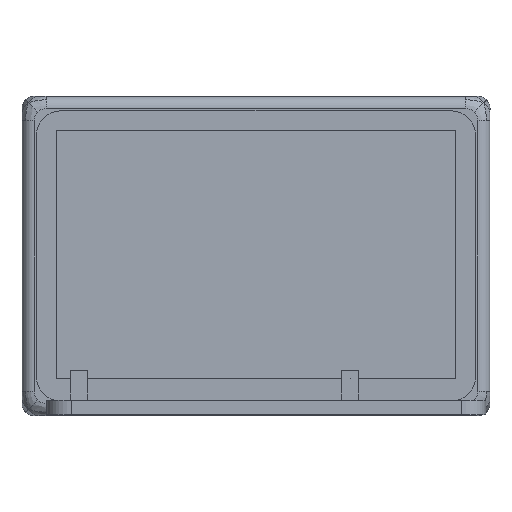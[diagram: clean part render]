
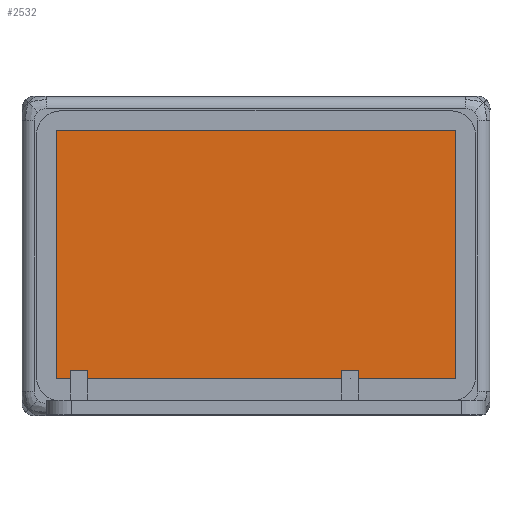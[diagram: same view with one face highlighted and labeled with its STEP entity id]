
A CAD part, front view. The second image highlights one B-rep face of the part: STEP entity #2532.
In plain terms, the highlighted planar face has unit normal (0, -1, 0).
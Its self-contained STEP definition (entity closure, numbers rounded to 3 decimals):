
#155=LINE('',#4831,#388);
#159=LINE('',#4840,#392);
#160=LINE('',#4842,#393);
#161=LINE('',#4846,#394);
#388=VECTOR('',#3115,10.);
#392=VECTOR('',#3125,10.);
#393=VECTOR('',#3126,10.);
#394=VECTOR('',#3129,10.);
#583=PLANE('',#2734);
#698=FACE_OUTER_BOUND('',#846,.T.);
#846=EDGE_LOOP('',(#1960,#1961,#1962,#1963,#1964,#1965,#1966,#1967));
#1025=CIRCLE('',#2730,5.);
#1026=CIRCLE('',#2733,5.);
#1027=CIRCLE('',#2735,5.);
#1028=CIRCLE('',#2736,5.);
#1191=VERTEX_POINT('',#4824);
#1192=VERTEX_POINT('',#4825);
#1193=VERTEX_POINT('',#4830);
#1194=VERTEX_POINT('',#4834);
#1195=VERTEX_POINT('',#4835);
#1196=VERTEX_POINT('',#4841);
#1197=VERTEX_POINT('',#4843);
#1198=VERTEX_POINT('',#4845);
#1481=EDGE_CURVE('',#1191,#1192,#1025,.T.);
#1484=EDGE_CURVE('',#1191,#1193,#155,.F.);
#1486=EDGE_CURVE('',#1194,#1195,#1026,.T.);
#1489=EDGE_CURVE('',#1192,#1194,#159,.T.);
#1490=EDGE_CURVE('',#1195,#1196,#160,.F.);
#1491=EDGE_CURVE('',#1196,#1197,#1027,.T.);
#1492=EDGE_CURVE('',#1197,#1198,#161,.F.);
#1493=EDGE_CURVE('',#1198,#1193,#1028,.T.);
#1960=ORIENTED_EDGE('',*,*,#1481,.T.);
#1961=ORIENTED_EDGE('',*,*,#1489,.T.);
#1962=ORIENTED_EDGE('',*,*,#1486,.T.);
#1963=ORIENTED_EDGE('',*,*,#1490,.T.);
#1964=ORIENTED_EDGE('',*,*,#1491,.T.);
#1965=ORIENTED_EDGE('',*,*,#1492,.T.);
#1966=ORIENTED_EDGE('',*,*,#1493,.T.);
#1967=ORIENTED_EDGE('',*,*,#1484,.F.);
#2532=ADVANCED_FACE('',(#698),#583,.F.);
#2730=AXIS2_PLACEMENT_3D('',#4826,#3109,#3110);
#2733=AXIS2_PLACEMENT_3D('',#4836,#3119,#3120);
#2734=AXIS2_PLACEMENT_3D('',#4839,#3123,#3124);
#2735=AXIS2_PLACEMENT_3D('',#4844,#3127,#3128);
#2736=AXIS2_PLACEMENT_3D('',#4847,#3130,#3131);
#3109=DIRECTION('center_axis',(0.,-1.,0.));
#3110=DIRECTION('ref_axis',(-0.707,0.,-0.707));
#3115=DIRECTION('',(0.,0.,-1.));
#3119=DIRECTION('center_axis',(0.,-1.,0.));
#3120=DIRECTION('ref_axis',(0.707,0.,-0.707));
#3123=DIRECTION('center_axis',(0.,1.,0.));
#3124=DIRECTION('ref_axis',(-1.,0.,0.));
#3125=DIRECTION('',(1.,0.,0.));
#3126=DIRECTION('',(0.,0.,-1.));
#3127=DIRECTION('center_axis',(0.,-1.,0.));
#3128=DIRECTION('ref_axis',(0.707,0.,0.707));
#3129=DIRECTION('',(1.,0.,0.));
#3130=DIRECTION('center_axis',(0.,-1.,0.));
#3131=DIRECTION('ref_axis',(-0.707,0.,0.707));
#4824=CARTESIAN_POINT('',(-62.,47.,8.));
#4825=CARTESIAN_POINT('',(-57.,47.,3.));
#4826=CARTESIAN_POINT('Origin',(-57.,47.,8.));
#4830=CARTESIAN_POINT('',(-62.,47.,57.6));
#4831=CARTESIAN_POINT('',(-62.,47.,0.));
#4834=CARTESIAN_POINT('',(23.1,47.,3.));
#4835=CARTESIAN_POINT('',(28.1,47.,8.));
#4836=CARTESIAN_POINT('Origin',(23.1,47.,8.));
#4839=CARTESIAN_POINT('Origin',(31.1,47.,0.));
#4840=CARTESIAN_POINT('',(7.075,47.,3.));
#4841=CARTESIAN_POINT('',(28.1,47.,57.6));
#4842=CARTESIAN_POINT('',(28.1,47.,0.));
#4843=CARTESIAN_POINT('',(23.1,47.,62.6));
#4844=CARTESIAN_POINT('Origin',(23.1,47.,57.6));
#4845=CARTESIAN_POINT('',(-57.,47.,62.6));
#4846=CARTESIAN_POINT('',(7.075,47.,62.6));
#4847=CARTESIAN_POINT('Origin',(-57.,47.,57.6));
